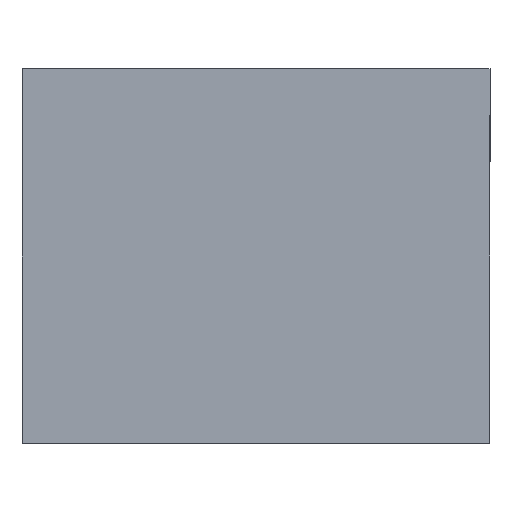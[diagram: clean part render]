
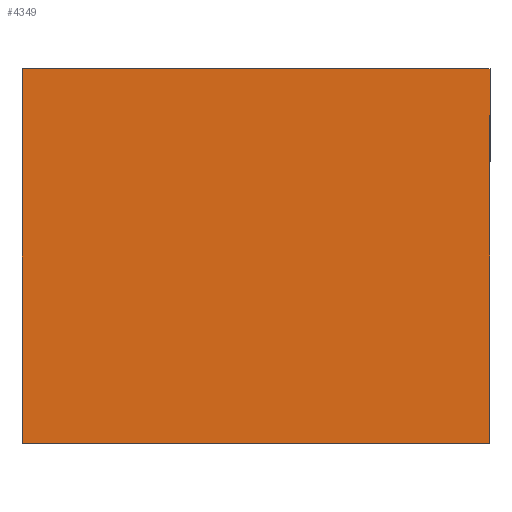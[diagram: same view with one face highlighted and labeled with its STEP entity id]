
A CAD part, left-side view. The second image highlights one B-rep face of the part: STEP entity #4349.
In plain terms, the highlighted planar face has unit normal (-1, 0, 0).
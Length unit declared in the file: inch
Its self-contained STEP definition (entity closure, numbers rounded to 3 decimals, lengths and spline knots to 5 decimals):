
#131 = VECTOR ( 'NONE', #1432, 39.37008 ) ;
#169 = CARTESIAN_POINT ( 'NONE',  ( -200., 150., -200. ) ) ;
#429 = VERTEX_POINT ( 'NONE', #4721 ) ;
#820 = LINE ( 'NONE', #2887, #1511 ) ;
#983 = VERTEX_POINT ( 'NONE', #1410 ) ;
#1015 = CARTESIAN_POINT ( 'NONE',  ( -200., -100., 0. ) ) ;
#1061 = VECTOR ( 'NONE', #3647, 39.37008 ) ;
#1156 = VECTOR ( 'NONE', #2427, 39.37008 ) ;
#1410 = CARTESIAN_POINT ( 'NONE',  ( -200., 150., 0. ) ) ;
#1420 = VERTEX_POINT ( 'NONE', #1015 ) ;
#1432 = DIRECTION ( 'NONE',  ( 0., 1., 0. ) ) ;
#1511 = VECTOR ( 'NONE', #2918, 39.37008 ) ;
#1564 = DIRECTION ( 'NONE',  ( 1., 0., 0. ) ) ;
#1795 = CARTESIAN_POINT ( 'NONE',  ( -200., -100., -200. ) ) ;
#1918 = CARTESIAN_POINT ( 'NONE',  ( -200., 0., 0. ) ) ;
#2007 = LINE ( 'NONE', #1918, #1156 ) ;
#2051 = ORIENTED_EDGE ( 'NONE', *, *, #5414, .F. ) ;
#2332 = ORIENTED_EDGE ( 'NONE', *, *, #4233, .F. ) ;
#2427 = DIRECTION ( 'NONE',  ( 0., -1., 0. ) ) ;
#2878 = EDGE_CURVE ( 'NONE', #429, #983, #4112, .T. ) ;
#2887 = CARTESIAN_POINT ( 'NONE',  ( -200., -100., 200. ) ) ;
#2918 = DIRECTION ( 'NONE',  ( 0., 0., -1. ) ) ;
#2923 = AXIS2_PLACEMENT_3D ( 'NONE', #4837, #1564, #3271 ) ;
#3271 = DIRECTION ( 'NONE',  ( 0., 0., -1. ) ) ;
#3471 = LINE ( 'NONE', #169, #131 ) ;
#3540 = EDGE_LOOP ( 'NONE', ( #2332, #4021, #2051, #5264 ) ) ;
#3627 = FACE_OUTER_BOUND ( 'NONE', #3540, .T. ) ;
#3647 = DIRECTION ( 'NONE',  ( 0., 0., 1. ) ) ;
#3680 = VERTEX_POINT ( 'NONE', #1795 ) ;
#4021 = ORIENTED_EDGE ( 'NONE', *, *, #2878, .F. ) ;
#4112 = LINE ( 'NONE', #5017, #1061 ) ;
#4233 = EDGE_CURVE ( 'NONE', #983, #1420, #2007, .T. ) ;
#4349 = ADVANCED_FACE ( 'NONE', ( #3627 ), #5331, .F. ) ;
#4390 = EDGE_CURVE ( 'NONE', #1420, #3680, #820, .T. ) ;
#4721 = CARTESIAN_POINT ( 'NONE',  ( -200., 150., -200. ) ) ;
#4837 = CARTESIAN_POINT ( 'NONE',  ( -200., 0., 0. ) ) ;
#5017 = CARTESIAN_POINT ( 'NONE',  ( -200., 150., 200. ) ) ;
#5264 = ORIENTED_EDGE ( 'NONE', *, *, #4390, .F. ) ;
#5331 = PLANE ( 'NONE',  #2923 ) ;
#5414 = EDGE_CURVE ( 'NONE', #3680, #429, #3471, .T. ) ;
